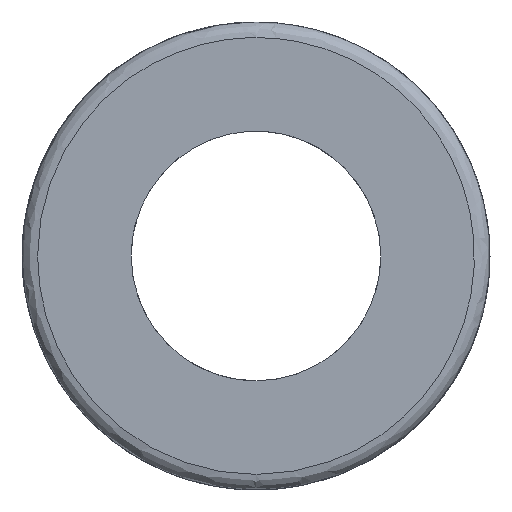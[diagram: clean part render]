
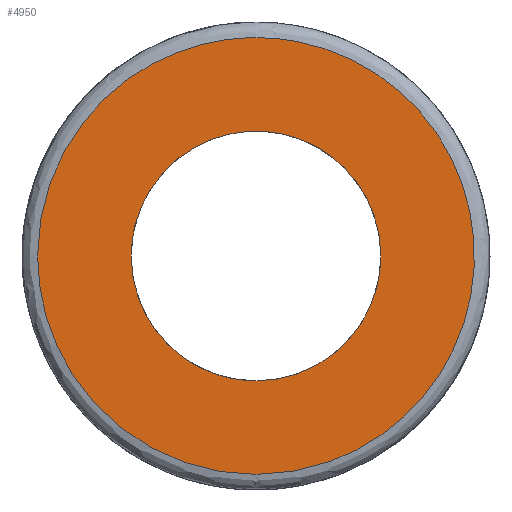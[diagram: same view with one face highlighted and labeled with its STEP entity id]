
A CAD part, left-side view. The second image highlights one B-rep face of the part: STEP entity #4950.
In plain terms, the highlighted free-form (B-spline) face has degree [1, 1] with [2, 2] control points.
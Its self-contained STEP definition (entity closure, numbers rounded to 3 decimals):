
#3630 = CARTESIAN_POINT ('', (0., 7., 0.));
#3640 = VERTEX_POINT ('', #3630);
#3650 = CARTESIAN_POINT ('', (0., 0., 7.));
#3660 = VERTEX_POINT ('', #3650);
#3670 = CARTESIAN_POINT ('', (0., 7., 0.));
#3680 = CARTESIAN_POINT ('', (0., 7., 4.667));
#3690 = CARTESIAN_POINT ('', (0., 3.5, 7.));
#3700 = CARTESIAN_POINT ('', (0., 0., 7.));
#3710 = (
   BOUNDED_CURVE ()
   B_SPLINE_CURVE (3, (#3670, #3680, #3690, #3700), .UNSPECIFIED., .F., .U.)
   B_SPLINE_CURVE_WITH_KNOTS ((4, 4), (0., 1.), .UNSPECIFIED.)
   CURVE ()
   GEOMETRIC_REPRESENTATION_ITEM ()
   RATIONAL_B_SPLINE_CURVE ((0.478, 0.478, 0.638, 0.957))
   REPRESENTATION_ITEM ('')
);
#3720 = EDGE_CURVE ('', #3640, #3660, #3710, .T.);
#3840 = CARTESIAN_POINT ('', (0., 0., -7.));
#3850 = VERTEX_POINT ('', #3840);
#3860 = CARTESIAN_POINT ('', (0., 0., -7.));
#3870 = CARTESIAN_POINT ('', (0., -0.919, -7.));
#3880 = CARTESIAN_POINT ('', (0., -1.806, -6.825));
#3890 = CARTESIAN_POINT ('', (0., -2.66, -6.475));
#3900 = CARTESIAN_POINT ('', (0., -3.532, -6.117));
#3910 = CARTESIAN_POINT ('', (0., -4.303, -5.601));
#3920 = CARTESIAN_POINT ('', (0., -4.972, -4.927));
#3930 = CARTESIAN_POINT ('', (0., -5.609, -4.285));
#3940 = CARTESIAN_POINT ('', (0., -6.104, -3.544));
#3950 = CARTESIAN_POINT ('', (0., -6.457, -2.704));
#3960 = CARTESIAN_POINT ('', (0., -6.818, -1.843));
#3970 = CARTESIAN_POINT ('', (0., -6.999, -0.941));
#3980 = CARTESIAN_POINT ('', (0., -7., 0.));
#3990 = CARTESIAN_POINT ('', (0., -7.001, 0.934));
#4000 = CARTESIAN_POINT ('', (0., -6.82, 1.836));
#4010 = CARTESIAN_POINT ('', (0., -6.457, 2.704));
#4020 = CARTESIAN_POINT ('', (0., -6.108, 3.538));
#4030 = CARTESIAN_POINT ('', (0., -5.613, 4.279));
#4040 = CARTESIAN_POINT ('', (0., -4.972, 4.927));
#4050 = CARTESIAN_POINT ('', (0., -4.309, 5.597));
#4060 = CARTESIAN_POINT ('', (0., -3.539, 6.113));
#4070 = CARTESIAN_POINT ('', (0., -2.66, 6.475));
#4080 = CARTESIAN_POINT ('', (0., -1.81, 6.825));
#4090 = CARTESIAN_POINT ('', (0., -0.923, 7.));
#4100 = CARTESIAN_POINT ('', (0., 0., 7.));
#4110 = B_SPLINE_CURVE_WITH_KNOTS ('', 3, (#3860, #3870, #3880, #3890, #3900, #3910, #3920, #3930, #3940, #3950, #3960, #3970, #3980, #3990, #4000, #4010, #4020, #4030, #4040, #4050, #4060, #4070, #4080, #4090, #4100), .UNSPECIFIED., .F., .U., (4, 3, 3, 3, 3, 3, 3, 3, 4), (0., 0.125, 0.25, 0.375, 0.5, 0.625, 0.75, 0.875, 1.), .UNSPECIFIED.);
#4120 = EDGE_CURVE ('', #3850, #3660, #4110, .T.);
#4140 = CARTESIAN_POINT ('', (0., 0., -7.));
#4150 = CARTESIAN_POINT ('', (0., 3.5, -7.));
#4160 = CARTESIAN_POINT ('', (0., 7., -4.667));
#4170 = CARTESIAN_POINT ('', (0., 7., 0.));
#4180 = (
   BOUNDED_CURVE ()
   B_SPLINE_CURVE (3, (#4140, #4150, #4160, #4170), .UNSPECIFIED., .F., .U.)
   B_SPLINE_CURVE_WITH_KNOTS ((4, 4), (0., 1.), .UNSPECIFIED.)
   CURVE ()
   GEOMETRIC_REPRESENTATION_ITEM ()
   RATIONAL_B_SPLINE_CURVE ((0.957, 0.638, 0.478, 0.478))
   REPRESENTATION_ITEM ('')
);
#4190 = EDGE_CURVE ('', #3850, #3640, #4180, .T.);
#4530 = ORIENTED_EDGE ('', *, *, #4120, .T.);
#4540 = ORIENTED_EDGE ('', *, *, #3720, .F.);
#4550 = ORIENTED_EDGE ('', *, *, #4190, .F.);
#4560 = EDGE_LOOP ('', (#4530, #4540, #4550));
#4570 = FACE_OUTER_BOUND ('', #4560, .T.);
#4580 = CARTESIAN_POINT ('', (0., 0., -4.));
#4590 = VERTEX_POINT ('', #4580);
#4600 = CARTESIAN_POINT ('', (0., -4., 0.));
#4610 = VERTEX_POINT ('', #4600);
#4620 = CARTESIAN_POINT ('', (0., 0., -4.));
#4630 = CARTESIAN_POINT ('', (0., -2., -4.));
#4640 = CARTESIAN_POINT ('', (0., -4., -2.667));
#4650 = CARTESIAN_POINT ('', (0., -4., 0.));
#4660 = (
   BOUNDED_CURVE ()
   B_SPLINE_CURVE (3, (#4620, #4630, #4640, #4650), .UNSPECIFIED., .F., .U.)
   B_SPLINE_CURVE_WITH_KNOTS ((4, 4), (0., 1.), .UNSPECIFIED.)
   CURVE ()
   GEOMETRIC_REPRESENTATION_ITEM ()
   RATIONAL_B_SPLINE_CURVE ((1., 0.667, 0.5, 0.5))
   REPRESENTATION_ITEM ('')
);
#4670 = EDGE_CURVE ('', #4590, #4610, #4660, .T.);
#4680 = ORIENTED_EDGE ('', *, *, #4670, .F.);
#4690 = CARTESIAN_POINT ('', (0., 4., 0.));
#4700 = VERTEX_POINT ('', #4690);
#4710 = CARTESIAN_POINT ('', (0., 4., 0.));
#4720 = CARTESIAN_POINT ('', (0., 4., -2.667));
#4730 = CARTESIAN_POINT ('', (0., 2., -4.));
#4740 = CARTESIAN_POINT ('', (0., 0., -4.));
#4750 = (
   BOUNDED_CURVE ()
   B_SPLINE_CURVE (3, (#4710, #4720, #4730, #4740), .UNSPECIFIED., .F., .U.)
   B_SPLINE_CURVE_WITH_KNOTS ((4, 4), (0., 1.), .UNSPECIFIED.)
   CURVE ()
   GEOMETRIC_REPRESENTATION_ITEM ()
   RATIONAL_B_SPLINE_CURVE ((0.5, 0.5, 0.667, 1.))
   REPRESENTATION_ITEM ('')
);
#4760 = EDGE_CURVE ('', #4700, #4590, #4750, .T.);
#4770 = ORIENTED_EDGE ('', *, *, #4760, .F.);
#4780 = CARTESIAN_POINT ('', (0., -4., 0.));
#4790 = CARTESIAN_POINT ('', (0., -4., 2.667));
#4800 = CARTESIAN_POINT ('', (0., -2., 4.));
#4810 = CARTESIAN_POINT ('', (0., 0., 4.));
#4820 = CARTESIAN_POINT ('', (0., 2., 4.));
#4830 = CARTESIAN_POINT ('', (0., 4., 2.667));
#4840 = CARTESIAN_POINT ('', (0., 4., 0.));
#4850 = (
   BOUNDED_CURVE ()
   B_SPLINE_CURVE (3, (#4780, #4790, #4800, #4810, #4820, #4830, #4840), .UNSPECIFIED., .F., .U.)
   B_SPLINE_CURVE_WITH_KNOTS ((4, 3, 4), (0., 0.5, 1.), .UNSPECIFIED.)
   CURVE ()
   GEOMETRIC_REPRESENTATION_ITEM ()
   RATIONAL_B_SPLINE_CURVE ((0.5, 0.5, 0.667, 1., 0.667, 0.5, 0.5))
   REPRESENTATION_ITEM ('')
);
#4860 = EDGE_CURVE ('', #4610, #4700, #4850, .T.);
#4870 = ORIENTED_EDGE ('', *, *, #4860, .F.);
#4880 = EDGE_LOOP ('', (#4680, #4770, #4870));
#4890 = FACE_BOUND ('', #4880, .T.);
#4900 = CARTESIAN_POINT ('', (0., -7.085, 7.084));
#4910 = CARTESIAN_POINT ('', (0., -7.085, -7.084));
#4920 = CARTESIAN_POINT ('', (0., 7.084, 7.084));
#4930 = CARTESIAN_POINT ('', (0., 7.084, -7.084));
#4940 = B_SPLINE_SURFACE_WITH_KNOTS ('', 1, 1, ((#4900, #4910), (#4920, #4930)), .UNSPECIFIED., .F., .F., .U., (2, 2), (2, 2), (0., 1.), (0., 1.), .UNSPECIFIED.);
#4950 = ADVANCED_FACE ('', (#4570, #4890), #4940, .T.);
